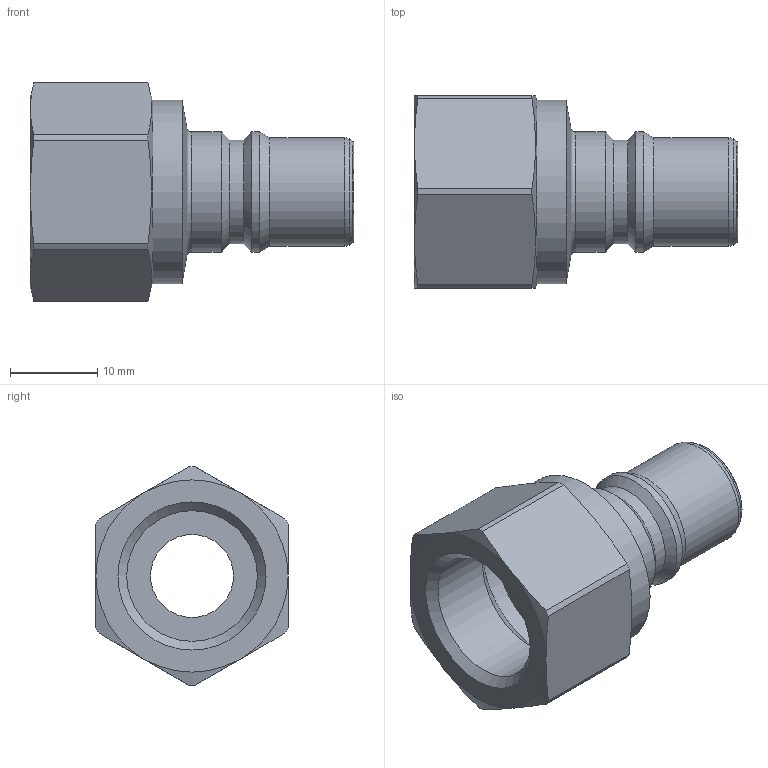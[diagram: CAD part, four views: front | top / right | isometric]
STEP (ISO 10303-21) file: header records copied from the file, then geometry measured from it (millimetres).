
FILE_DESCRIPTION(/* description */ ('STECKNIPPEL'),/* implementation_level */ '2;1');
FILE_NAME(/* name */ 'ESF 38 NI.stp',/* time_stamp */ '2024-11-06T12:04:22+01:00',/* author */ (''),/* organization */ (''),/* preprocessor_version */ 'ST-DEVELOPER v18.1',/* originating_system */ 'Autodesk Inventor 2022',/* authorisation */ '');
FILE_SCHEMA (('AUTOMOTIVE_DESIGN { 1 0 10303 214 3 1 1 }'));
Length unit declared in the file: millimetre
Products named in the file (2): ESF 38 NI; ESF 38 NI-U
Assembly tree (1 placements, depth 2):
  ESF 38 NI
    ESF 38 NI-U
Bounding box: 37 x 22 x 25 mm (x, y, z)
Volume: 5428.1 mm3; surface area: 4149.9 mm2
Topology: 1 solids, 1 shells, 40 faces, 96 edges, 59 vertices
Faces by surface type: cone 14, cylinder 14, plane 9, torus 3
Full cylindrical faces by diameter (mm): 9.5 x1, 11.85 x1, 12.4 x1, 13.75 x2, 14.95 x1, 18.5 x1, 21 x1
Entity records: 1272 total; most frequent: CARTESIAN_POINT 236, DIRECTION 212, ORIENTED_EDGE 192, EDGE_CURVE 96, AXIS2_PLACEMENT_3D 92, VERTEX_POINT 59, CIRCLE 49, EDGE_LOOP 43
